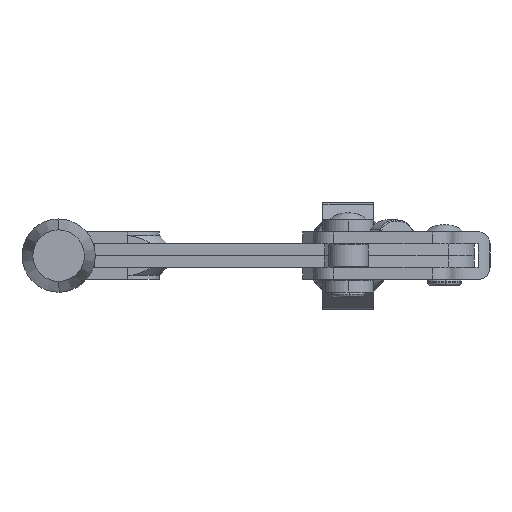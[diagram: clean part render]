
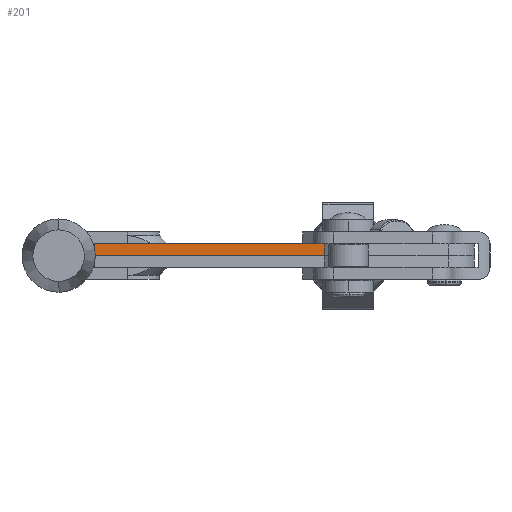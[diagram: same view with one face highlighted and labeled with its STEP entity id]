
A CAD part, front view. The second image highlights one B-rep face of the part: STEP entity #201.
In plain terms, the highlighted planar face has unit normal (-0.001, -1, 0).
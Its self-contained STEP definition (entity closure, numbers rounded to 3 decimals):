
#168 = VERTEX_POINT ( 'NONE', #29782 ) ;
#201 = ADVANCED_FACE ( 'NONE', ( #29014 ), #29028, .F. ) ;
#223 = EDGE_CURVE ( 'NONE', #224, #168, #30017, .T. ) ;
#224 = VERTEX_POINT ( 'NONE', #30011 ) ;
#243 = ORIENTED_EDGE ( 'NONE', *, *, #29334, .F. ) ;
#244 = ORIENTED_EDGE ( 'NONE', *, *, #271, .T. ) ;
#254 = EDGE_LOOP ( 'NONE', ( #255, #261, #243, #244 ) ) ;
#255 = ORIENTED_EDGE ( 'NONE', *, *, #223, .T. ) ;
#261 = ORIENTED_EDGE ( 'NONE', *, *, #262, .F. ) ;
#262 = EDGE_CURVE ( 'NONE', #29335, #168, #30197, .T. ) ;
#271 = EDGE_CURVE ( 'NONE', #3073, #224, #30117, .T. ) ;
#3073 = VERTEX_POINT ( 'NONE', #23212 ) ;
#23212 = CARTESIAN_POINT ( 'NONE',  ( -88.4, -8., 3. ) ) ;
#28965 = DIRECTION ( 'NONE',  ( 0., 0., 1. ) ) ;
#28968 = DIRECTION ( 'NONE',  ( 0., 1., 0. ) ) ;
#28971 = CARTESIAN_POINT ( 'NONE',  ( -88.4, -8., 3. ) ) ;
#29012 = AXIS2_PLACEMENT_3D ( 'NONE', #28971, #28968, #28965 ) ;
#29014 = FACE_OUTER_BOUND ( 'NONE', #254, .T. ) ;
#29028 = PLANE ( 'NONE',  #29012 ) ;
#29334 = EDGE_CURVE ( 'NONE', #3073, #29335, #33939, .T. ) ;
#29335 = VERTEX_POINT ( 'NONE', #33933 ) ;
#29782 = CARTESIAN_POINT ( 'NONE',  ( -30.251, -8., 0. ) ) ;
#30011 = CARTESIAN_POINT ( 'NONE',  ( -88.4, -8., 0. ) ) ;
#30012 = DIRECTION ( 'NONE',  ( 1., 0., 0. ) ) ;
#30013 = VECTOR ( 'NONE', #30012, 1000. ) ;
#30015 = CARTESIAN_POINT ( 'NONE',  ( -88.4, -8., 0. ) ) ;
#30017 = LINE ( 'NONE', #30015, #30013 ) ;
#30114 = DIRECTION ( 'NONE',  ( 0., 0., -1. ) ) ;
#30115 = VECTOR ( 'NONE', #30114, 1000. ) ;
#30116 = CARTESIAN_POINT ( 'NONE',  ( -88.4, -8., 3. ) ) ;
#30117 = LINE ( 'NONE', #30116, #30115 ) ;
#30197 = LINE ( 'NONE', #30294, #30293 ) ;
#30292 = DIRECTION ( 'NONE',  ( 0., 0., -1. ) ) ;
#30293 = VECTOR ( 'NONE', #30292, 1000. ) ;
#30294 = CARTESIAN_POINT ( 'NONE',  ( -30.251, -8., 3. ) ) ;
#33933 = CARTESIAN_POINT ( 'NONE',  ( -30.251, -8., 3. ) ) ;
#33934 = DIRECTION ( 'NONE',  ( 1., 0., 0. ) ) ;
#33935 = VECTOR ( 'NONE', #33934, 1000. ) ;
#33938 = CARTESIAN_POINT ( 'NONE',  ( -88.4, -8., 3. ) ) ;
#33939 = LINE ( 'NONE', #33938, #33935 ) ;
